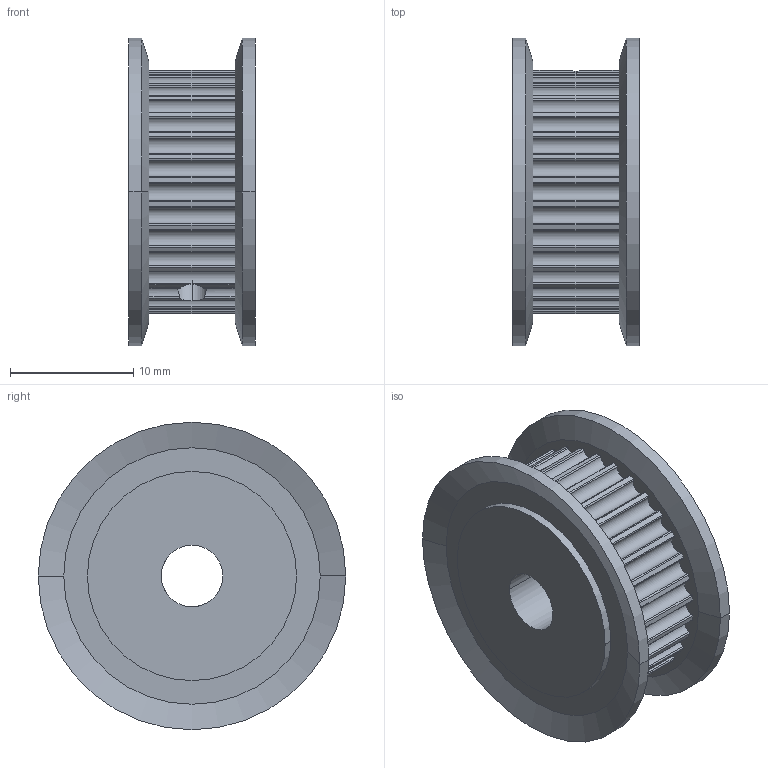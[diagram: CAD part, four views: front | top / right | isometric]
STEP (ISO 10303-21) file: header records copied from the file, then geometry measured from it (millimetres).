
FILE_DESCRIPTION( ( '' ), '1' );
FILE_NAME( 'gpa32gt2060_a_p5_2_03.stp', '2014-05-23T04:20:25', ( '' ), ( '' ), ' ', ' ', ' ' );
FILE_SCHEMA( ( 'CONFIG_CONTROL_DESIGN' ) );
Length unit declared in the file: millimetre
Products named in the file (3): 1; 2; 3
Bounding box: 10.3 x 25 x 25 mm (x, y, z)
Volume: 3042.2 mm3; surface area: 2567 mm2
Topology: 3 solids, 3 shells, 210 faces, 577 edges, 372 vertices
Faces by surface type: cylinder 156, plane 34, cone 20
Entity records: 7215 total; most frequent: CARTESIAN_POINT 1528, DIRECTION 1277, ORIENTED_EDGE 1146, EDGE_CURVE 573, AXIS2_PLACEMENT_3D 525, VERTEX_POINT 372, CIRCLE 312, LINE 227
